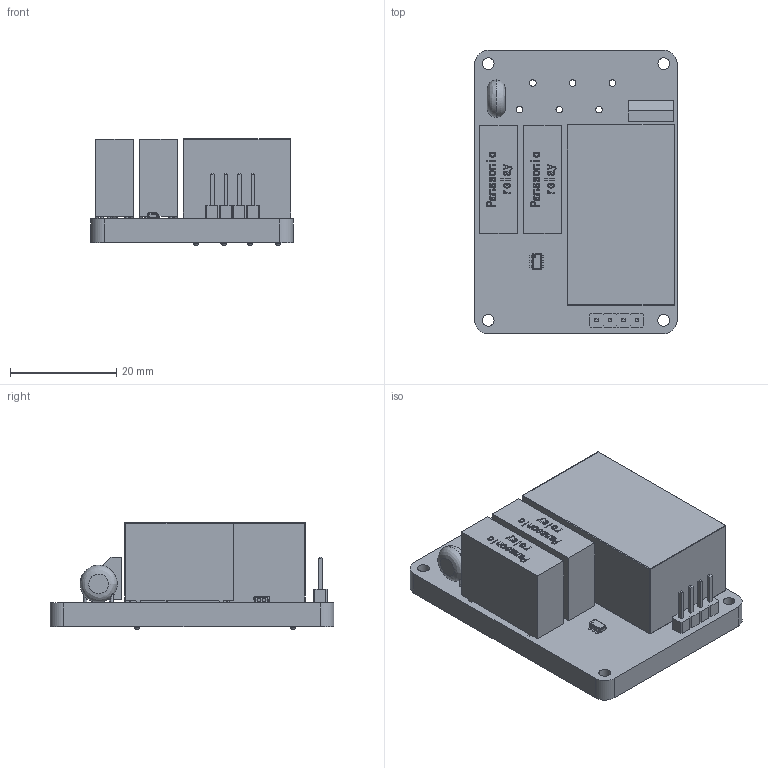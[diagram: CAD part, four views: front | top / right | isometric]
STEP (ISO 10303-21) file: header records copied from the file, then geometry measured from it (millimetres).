
FILE_DESCRIPTION(('KiCad electronic assembly'),'2;1');
FILE_NAME('reptile-monitor-power.step','2021-07-21T16:04:12',('Pcbnew'), ('Kicad'),'Open CASCADE STEP processor 7.5','KiCad to STEP converter', 'Unknown');
FILE_SCHEMA(('AUTOMOTIVE_DESIGN { 1 0 10303 214 1 1 1 1 }'));
Length unit declared in the file: millimetre
Products named in the file (14): reptile-monitor-power 1; 39215000440; COMPOUND; Panasonic_-_ALDP105W; SOLID; PinHeader_1x04_P2.54mm_Vertical; hlk-pm01; RV_Disc_D7mm_W3.4mm_P5mm; SC-74-6
Assembly tree (14 placements, depth 3):
  reptile-monitor-power 1
    39215000440
      COMPOUND
    Panasonic_-_ALDP105W  x2
      SOLID
    PinHeader_1x04_P2.54mm_Vertical
      SOLID
    hlk-pm01
      COMPOUND
    RV_Disc_D7mm_W3.4mm_P5mm
      SOLID
    SC-74-6
      COMPOUND
    COMPOUND
Bounding box: 38.1 x 53.35 x 20 mm (x, y, z)
Volume: 23804.6 mm3; surface area: 11171.9 mm2
Topology: 16 solids, 17 shells, 943 faces, 2445 edges, 1588 vertices
Faces by surface type: bspline 903, cylinder 34, plane 6
Full cylindrical faces by diameter (mm): 0.6 x6, 1 x8, 1.05 x2, 1.2 x4, 1.25 x6, 2.2 x4
Entity records: 46674 total; most frequent: CARTESIAN_POINT 23546, B_SPLINE_CURVE_WITH_KNOTS 4297, ORIENTED_EDGE 3234, PCURVE 3234, DEFINITIONAL_REPRESENTATION 3234, EDGE_CURVE 1621, SURFACE_CURVE 1575, VERTEX_POINT 1044
